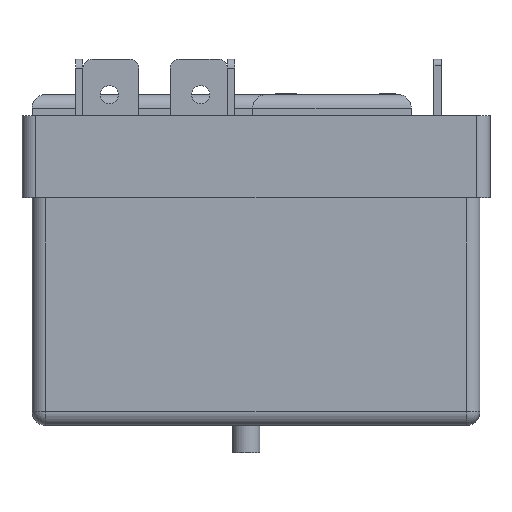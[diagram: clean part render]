
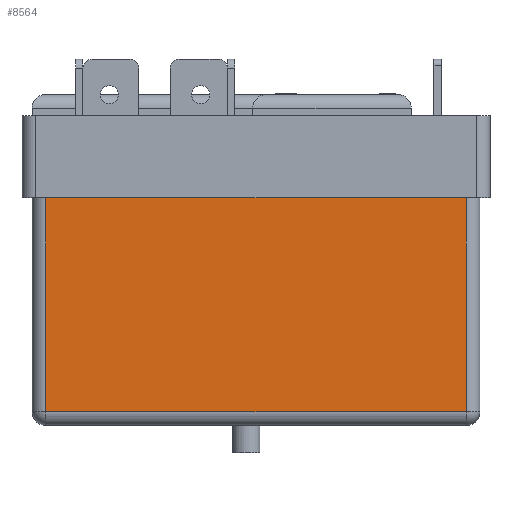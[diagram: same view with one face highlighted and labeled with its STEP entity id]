
A CAD part, front view. The second image highlights one B-rep face of the part: STEP entity #8564.
In plain terms, the highlighted planar face has unit normal (0, -1, 0).
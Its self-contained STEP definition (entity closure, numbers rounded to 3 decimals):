
#2706=DIRECTION('',(1.,0.,0.));
#2707=VECTOR('',#2706,45.99);
#2708=CARTESIAN_POINT('',(-22.64,1.1,-9.));
#2709=LINE('',#2708,#2707);
#3103=DIRECTION('',(0.,0.,-1.));
#3104=VECTOR('',#3103,23.4);
#3105=CARTESIAN_POINT('',(-22.64,1.1,-9.));
#3106=LINE('',#3105,#3104);
#3107=DIRECTION('',(0.,0.,-1.));
#3108=VECTOR('',#3107,23.4);
#3109=CARTESIAN_POINT('',(23.35,1.1,-9.));
#3110=LINE('',#3109,#3108);
#3111=DIRECTION('',(-1.,0.,0.));
#3112=VECTOR('',#3111,45.99);
#3113=CARTESIAN_POINT('',(23.35,1.1,-32.4));
#3114=LINE('',#3113,#3112);
#3432=CARTESIAN_POINT('',(-22.64,1.1,-9.));
#3433=CARTESIAN_POINT('',(-22.64,1.1,-32.4));
#3434=VERTEX_POINT('',#3432);
#3435=VERTEX_POINT('',#3433);
#3444=CARTESIAN_POINT('',(23.35,1.1,-9.));
#3445=CARTESIAN_POINT('',(23.35,1.1,-32.4));
#3446=VERTEX_POINT('',#3444);
#3447=VERTEX_POINT('',#3445);
#8553=CARTESIAN_POINT('',(-24.14,1.1,-2.23));
#8554=DIRECTION('',(0.,-1.,0.));
#8555=DIRECTION('',(1.,0.,0.));
#8556=AXIS2_PLACEMENT_3D('',#8553,#8554,#8555);
#8557=PLANE('',#8556);
#8558=ORIENTED_EDGE('',*,*,#8544,.F.);
#8559=ORIENTED_EDGE('',*,*,#8130,.T.);
#8560=ORIENTED_EDGE('',*,*,#8168,.T.);
#8561=ORIENTED_EDGE('',*,*,#8196,.T.);
#8562=EDGE_LOOP('',(#8558,#8559,#8560,#8561));
#8563=FACE_OUTER_BOUND('',#8562,.F.);
#8564=ADVANCED_FACE('',(#8563),#8557,.T.);
#8130=EDGE_CURVE('',#3434,#3446,#2709,.T.);
#8168=EDGE_CURVE('',#3446,#3447,#3110,.T.);
#8196=EDGE_CURVE('',#3447,#3435,#3114,.T.);
#8544=EDGE_CURVE('',#3434,#3435,#3106,.T.);
